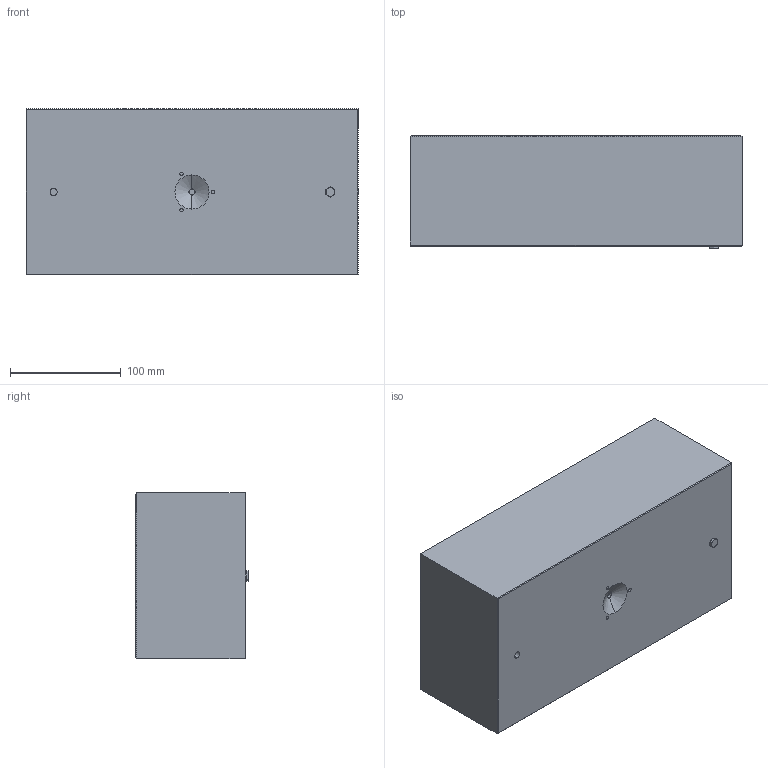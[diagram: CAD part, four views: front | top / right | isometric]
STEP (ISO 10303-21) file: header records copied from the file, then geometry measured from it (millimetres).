
FILE_DESCRIPTION (( 'STEP AP203' ), '1' );
FILE_NAME ('S1215001.STEP', '2015-10-07T17:03:24', ( '' ), ( '' ), 'SwSTEP 2.0', 'SolidWorks 2015', '' );
FILE_SCHEMA (( 'CONFIG_CONTROL_DESIGN' ));
Length unit declared in the file: inch
Products named in the file (1): S1215001
Bounding box: 300 x 102.49 x 150 mm (x, y, z)
Volume: 4494771.9 mm3; surface area: 180610.2 mm2
Topology: 1 solids, 1 shells, 52 faces, 116 edges, 76 vertices
Faces by surface type: plane 29, cylinder 18, cone 4, bspline 1
Entity records: 1725 total; most frequent: CARTESIAN_POINT 478, DIRECTION 244, ORIENTED_EDGE 232, EDGE_CURVE 116, AXIS2_PLACEMENT_3D 92, VERTEX_POINT 76, EDGE_LOOP 62, VECTOR 60
